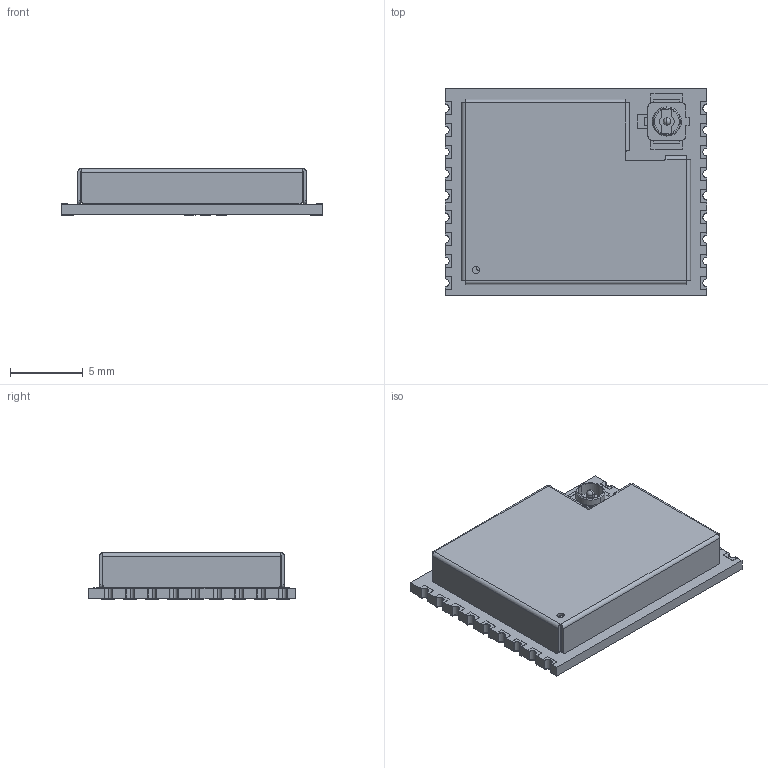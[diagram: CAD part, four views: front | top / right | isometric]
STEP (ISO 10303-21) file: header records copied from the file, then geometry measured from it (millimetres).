
FILE_DESCRIPTION (( 'STEP AP214' ), '1' );
FILE_NAME ('ESP32-C3-WROOM-02U_20210906.STEP', '2021-09-06T08:30:25', ( '' ), ( '' ), 'SwSTEP 2.0', '', '' );
FILE_SCHEMA (( 'AUTOMOTIVE_DESIGN' ));
Length unit declared in the file: millimetre
Products named in the file (184): ____ (30) ^__PCB_ESP32-C3-WROOM-02U_ZZZZ.STEP_ESP32-C3-WROOM-02U_20210906(2)_ESP32-C3-WROOM-02U_20210906.STEP; C0201_20210301^C0201_20210301_____ (24) ___PCB_ESP32-C3-WROOM-02U_ZZZZ.STEP_ESP32-C3-WROOM-02U_20210906(2)_ESP32-C3-WROOM-02U_20210906.STEP; C0201_20210301^____ (22) ___PCB_ESP32-C3-WROOM-02U_ZZZZ.STEP_ESP32-C3-WROOM-02U_20210906(2)_ESP32-C3-WROOM-02U_20210906.STEP; ____ (22) ^__PCB_ESP32-C3-WROOM-02U_ZZZZ.STEP_ESP32-C3-WROOM-02U_20210906(2)_ESP32-C3-WROOM-02U_20210906-21.STEP; R0201_20210301^R0201_20210301_____ (7) ___PCB_ESP32-C3-WROOM-02U_ZZZZ.STEP_ESP32-C3-WROOM-02U_20210906(2)_ESP32-C3-WROOM-02U_20210906.STEP; ____ (63) ^__PCB_ESP32-C3-WROOM-02U_ZZZZ.STEP_ESP32-C3-WROOM-02U_20210906(2)_ESP32-C3-WROOM-02U_20210906.STEP; R0201_20210301^____ (4) ___PCB_ESP32-C3-WROOM-02U_ZZZZ.STEP_ESP32-C3-WROOM-02U_20210906(2)_ESP32-C3-WROOM-02U_20210906.STEP; pad.STEP^PCB_ESP32-C3-WROOM-02U_ZZZZ.STEP_ESP32-C3-WROOM-02U_20210906(2)_ESP32-C3-WROOM-02U_20210906.STEP; ____ (22) ^__PCB_ESP32-C3-WROOM-02U_ZZZZ.STEP_ESP32-C3-WROOM-02U_20210906(2)_ESP32-C3-WROOM-02U_20210906.STEP; ____ (43) ^__PCB_ESP32-C3-WROOM-02U_ZZZZ.STEP_ESP32-C3-WROOM-02U_20210906(2)_ESP32-C3-WROOM-02U_20210906.STEP; C0201_20210301^C0201_20210301_____ (17) ___PCB_ESP32-C3-WROOM-02U_ZZZZ.STEP_ESP32-C3-WROOM-02U_20210906(2)_ESP32-C3-WROOM-02U_20210906.STEP; ____ (6) ^__PCB_ESP32-C3-WROOM-02U_ZZZZ.STEP_ESP32-C3-WROOM-02U_20210906(2)_ESP32-C3-WROOM-02U_20210906-5.STEP; ____ (74) ^__PCB_ESP32-C3-WROOM-02U_ZZZZ.STEP_ESP32-C3-WROOM-02U_20210906(2)_ESP32-C3-WROOM-02U_20210906.STEP; L0201_20210301^____ (12) ___PCB_ESP32-C3-WROOM-02U_ZZZZ.STEP_ESP32-C3-WROOM-02U_20210906(2)_ESP32-C3-WROOM-02U_20210906.STEP; ____ (70) ^__PCB_ESP32-C3-WROOM-02U_ZZZZ.STEP_ESP32-C3-WROOM-02U_20210906(2)_ESP32-C3-WROOM-02U_20210906.STEP; R0201_20210301^R0201_20210301_____ (5) ___PCB_ESP32-C3-WROOM-02U_ZZZZ.STEP_ESP32-C3-WROOM-02U_20210906(2)_ESP32-C3-WROOM-02U_20210906.STEP; ____ (31) ^__PCB_ESP32-C3-WROOM-02U_ZZZZ.STEP_ESP32-C3-WROOM-02U_20210906(2)_ESP32-C3-WROOM-02U_20210906.STEP; C0201_20210301^____ (19) ___PCB_ESP32-C3-WROOM-02U_ZZZZ.STEP_ESP32-C3-WROOM-02U_20210906(2)_ESP32-C3-WROOM-02U_20210906.STEP; ESP32-C3-WROOM-02U_20210906(2)^ESP32-C3-WROOM-02U_20210906.STEP; ____ (58) ^__PCB_ESP32-C3-WROOM-02U_ZZZZ.STEP_ESP32-C3-WROOM-02U_20210906(2)_ESP32-C3-WROOM-02U_20210906.STEP; ____ (5) ^__PCB_ESP32-C3-WROOM-02U_ZZZZ.STEP_ESP32-C3-WROOM-02U_20210906(2)_ESP32-C3-WROOM-02U_20210906-4.STEP; ____ (8) ^__PCB_ESP32-C3-WROOM-02U_ZZZZ.STEP_ESP32-C3-WROOM-02U_20210906(2)_ESP32-C3-WROOM-02U_20210906-7.STEP; ShieldBox_ESP32-C3-WROOM-02U_V1.1_20210629.STEP^PCB_ESP32-C3-WROOM-02U_ZZZZ.STEP_ESP32-C3-WROOM-02U_20210906(2)_ESP32-C3-WROOM-02U_20210906.STEP; ____ (47) ^__PCB_ESP32-C3-WROOM-02U_ZZZZ.STEP_ESP32-C3-WROOM-02U_20210906(2)_ESP32-C3-WROOM-02U_20210906.STEP; ESP32-C3_20210301^___PCB_ESP32-C3-WROOM-02U_ZZZZ.STEP_ESP32-C3-WROOM-02U_20210906(2)_ESP32-C3-WROOM-02U_20210906.STEP; ____ (46) ^__PCB_ESP32-C3-WROOM-02U_ZZZZ.STEP_ESP32-C3-WROOM-02U_20210906(2)_ESP32-C3-WROOM-02U_20210906.STEP; R0201_20210301^____ (6) ___PCB_ESP32-C3-WROOM-02U_ZZZZ.STEP_ESP32-C3-WROOM-02U_20210906(2)_ESP32-C3-WROOM-02U_20210906.STEP; ____ (13) ^__PCB_ESP32-C3-WROOM-02U_ZZZZ.STEP_ESP32-C3-WROOM-02U_20210906(2)_ESP32-C3-WROOM-02U_20210906-12.STEP; ____ (33) ^__PCB_ESP32-C3-WROOM-02U_ZZZZ.STEP_ESP32-C3-WROOM-02U_20210906(2)_ESP32-C3-WROOM-02U_20210906.STEP; XTAL3225_20210301^XTAL3225_20210301_____ (25) ___PCB_ESP32-C3-WROOM-02U_ZZZZ.STEP_ESP32-C3-WROOM-02U_20210906(2)_ESP32-C3-WROOM-02U_20210906.STEP; ____ (2) ^__PCB_ESP32-C3-WROOM-02U_ZZZZ.STEP_ESP32-C3-WROOM-02U_20210906(2)_ESP32-C3-WROOM-02U_20210906.STEP; R0201_20210301^____ (5) ___PCB_ESP32-C3-WROOM-02U_ZZZZ.STEP_ESP32-C3-WROOM-02U_20210906(2)_ESP32-C3-WROOM-02U_20210906.STEP; ____ (34) ^__PCB_ESP32-C3-WROOM-02U_ZZZZ.STEP_ESP32-C3-WROOM-02U_20210906(2)_ESP32-C3-WROOM-02U_20210906.STEP; ____ (17) ^__PCB_ESP32-C3-WROOM-02U_ZZZZ.STEP_ESP32-C3-WROOM-02U_20210906(2)_ESP32-C3-WROOM-02U_20210906.STEP; ____ (26) ^__PCB_ESP32-C3-WROOM-02U_ZZZZ.STEP_ESP32-C3-WROOM-02U_20210906(2)_ESP32-C3-WROOM-02U_20210906.STEP; ____ (93) ^__PCB_ESP32-C3-WROOM-02U_ZZZZ.STEP_ESP32-C3-WROOM-02U_20210906(2)_ESP32-C3-WROOM-02U_20210906.STEP; ____ (78) ^__PCB_ESP32-C3-WROOM-02U_ZZZZ.STEP_ESP32-C3-WROOM-02U_20210906(2)_ESP32-C3-WROOM-02U_20210906.STEP; ____ (48) ^__PCB_ESP32-C3-WROOM-02U_ZZZZ.STEP_ESP32-C3-WROOM-02U_20210906(2)_ESP32-C3-WROOM-02U_20210906.STEP; DFN1006^____ (2) ___PCB_ESP32-C3-WROOM-02U_ZZZZ.STEP_ESP32-C3-WROOM-02U_20210906(2)_ESP32-C3-WROOM-02U_20210906.STEP; XTAL3225_20210301^____ (25) ___PCB_ESP32-C3-WROOM-02U_ZZZZ.STEP_ESP32-C3-WROOM-02U_20210906(2)_ESP32-C3-WROOM-02U_20210906.STEP ...
Assembly tree (200 placements, depth 9):
  ESP32-C3-WROOM-02U_20210906
    ESP32-C3-WROOM-02U_20210906.STEP
      ESP32-C3-WROOM-02U_20210906(2)^ESP32-C3-WROOM-02U_20210906.STEP
        PCB_ESP32-C3-WROOM-02U_ZZZZ.STEP^ESP32-C3-WROOM-02U_20210906(2)_ESP32-C3-WROOM-02U_20210906.STEP
          ^PCB_ESP32-C3-WROOM-02U_ZZZZ.STEP_ESP32-C3-WROOM-02U_20210906(2)_ESP32-C3-WROOM-02U_20210906.STEP
            ^_PCB_ESP32-C3-WROOM-02U_ZZZZ.STEP_ESP32-C3-WROOM-02U_20210906(2)_ESP32-C3-WROOM-02U_20210906.STEP
              ^__PCB_ESP32-C3-WROOM-02U_ZZZZ.STEP_ESP32-C3-WROOM-02U_20210906(2)_ESP32-C3-WROOM-02U_20210906.STEP
                ESP32-C3_20210301^___PCB_ESP32-C3-WROOM-02U_ZZZZ.STEP_ESP32-C3-WROOM-02U_20210906(2)_ESP32-C3-WROOM-02U_20210906.STEP
                  ESP32-C3_20210301^ESP32-C3_20210301____PCB_ESP32-C3-WROOM-02U_ZZZZ.STEP_ESP32-C3-WROOM-02U_20210906(2)_ESP32-C3-WROOM-02U_20210906.STEP
              ____ (2) ^__PCB_ESP32-C3-WROOM-02U_ZZZZ.STEP_ESP32-C3-WROOM-02U_20210906(2)_ESP32-C3-WROOM-02U_20210906.STEP
                DFN1006^____ (2) ___PCB_ESP32-C3-WROOM-02U_ZZZZ.STEP_ESP32-C3-WROOM-02U_20210906(2)_ESP32-C3-WROOM-02U_20210906.STEP
                  DFN1006^DFN1006_____ (2) ___PCB_ESP32-C3-WROOM-02U_ZZZZ.STEP_ESP32-C3-WROOM-02U_20210906(2)_ESP32-C3-WROOM-02U_20210906.STEP
              ____ (3) ^__PCB_ESP32-C3-WROOM-02U_ZZZZ.STEP_ESP32-C3-WROOM-02U_20210906(2)_ESP32-C3-WROOM-02U_20210906.STEP
                R0201_20210301^____ (3) ___PCB_ESP32-C3-WROOM-02U_ZZZZ.STEP_ESP32-C3-WROOM-02U_20210906(2)_ESP32-C3-WROOM-02U_20210906.STEP
                  R0201_20210301^R0201_20210301_____ (3) ___PCB_ESP32-C3-WROOM-02U_ZZZZ.STEP_ESP32-C3-WROOM-02U_20210906(2)_ESP32-C3-WROOM-02U_20210906.STEP
              ____ (4) ^__PCB_ESP32-C3-WROOM-02U_ZZZZ.STEP_ESP32-C3-WROOM-02U_20210906(2)_ESP32-C3-WROOM-02U_20210906.STEP
                R0201_20210301^____ (4) ___PCB_ESP32-C3-WROOM-02U_ZZZZ.STEP_ESP32-C3-WROOM-02U_20210906(2)_ESP32-C3-WROOM-02U_20210906.STEP
                  R0201_20210301^R0201_20210301_____ (4) ___PCB_ESP32-C3-WROOM-02U_ZZZZ.STEP_ESP32-C3-WROOM-02U_20210906(2)_ESP32-C3-WROOM-02U_20210906.STEP
              ____ (5) ^__PCB_ESP32-C3-WROOM-02U_ZZZZ.STEP_ESP32-C3-WROOM-02U_20210906(2)_ESP32-C3-WROOM-02U_20210906.STEP
                R0201_20210301^____ (5) ___PCB_ESP32-C3-WROOM-02U_ZZZZ.STEP_ESP32-C3-WROOM-02U_20210906(2)_ESP32-C3-WROOM-02U_20210906.STEP
                  R0201_20210301^R0201_20210301_____ (5) ___PCB_ESP32-C3-WROOM-02U_ZZZZ.STEP_ESP32-C3-WROOM-02U_20210906(2)_ESP32-C3-WROOM-02U_20210906.STEP
              ____ (6) ^__PCB_ESP32-C3-WROOM-02U_ZZZZ.STEP_ESP32-C3-WROOM-02U_20210906(2)_ESP32-C3-WROOM-02U_20210906.STEP
                R0201_20210301^____ (6) ___PCB_ESP32-C3-WROOM-02U_ZZZZ.STEP_ESP32-C3-WROOM-02U_20210906(2)_ESP32-C3-WROOM-02U_20210906.STEP
                  R0201_20210301^R0201_20210301_____ (6) ___PCB_ESP32-C3-WROOM-02U_ZZZZ.STEP_ESP32-C3-WROOM-02U_20210906(2)_ESP32-C3-WROOM-02U_20210906.STEP
              ____ (7) ^__PCB_ESP32-C3-WROOM-02U_ZZZZ.STEP_ESP32-C3-WROOM-02U_20210906(2)_ESP32-C3-WROOM-02U_20210906.STEP
                R0201_20210301^____ (7) ___PCB_ESP32-C3-WROOM-02U_ZZZZ.STEP_ESP32-C3-WROOM-02U_20210906(2)_ESP32-C3-WROOM-02U_20210906.STEP
                  R0201_20210301^R0201_20210301_____ (7) ___PCB_ESP32-C3-WROOM-02U_ZZZZ.STEP_ESP32-C3-WROOM-02U_20210906(2)_ESP32-C3-WROOM-02U_20210906.STEP
              ____ (8) ^__PCB_ESP32-C3-WROOM-02U_ZZZZ.STEP_ESP32-C3-WROOM-02U_20210906(2)_ESP32-C3-WROOM-02U_20210906.STEP
                R0201_20210301^____ (8) ___PCB_ESP32-C3-WROOM-02U_ZZZZ.STEP_ESP32-C3-WROOM-02U_20210906(2)_ESP32-C3-WROOM-02U_20210906.STEP
                  R0201_20210301^R0201_20210301_____ (8) ___PCB_ESP32-C3-WROOM-02U_ZZZZ.STEP_ESP32-C3-WROOM-02U_20210906(2)_ESP32-C3-WROOM-02U_20210906.STEP
              ____ (9) ^__PCB_ESP32-C3-WROOM-02U_ZZZZ.STEP_ESP32-C3-WROOM-02U_20210906(2)_ESP32-C3-WROOM-02U_20210906.STEP
                R0201_20210301^____ (9) ___PCB_ESP32-C3-WROOM-02U_ZZZZ.STEP_ESP32-C3-WROOM-02U_20210906(2)_ESP32-C3-WROOM-02U_20210906.STEP
                  R0201_20210301^R0201_20210301_____ (9) ___PCB_ESP32-C3-WROOM-02U_ZZZZ.STEP_ESP32-C3-WROOM-02U_20210906(2)_ESP32-C3-WROOM-02U_20210906.STEP
              ____ (10) ^__PCB_ESP32-C3-WROOM-02U_ZZZZ.STEP_ESP32-C3-WROOM-02U_20210906(2)_ESP32-C3-WROOM-02U_20210906.STEP
                R0201_20210301^____ (10) ___PCB_ESP32-C3-WROOM-02U_ZZZZ.STEP_ESP32-C3-WROOM-02U_20210906(2)_ESP32-C3-WROOM-02U_20210906.STEP
                  R0201_20210301^R0201_20210301_____ (10) ___PCB_ESP32-C3-WROOM-02U_ZZZZ.STEP_ESP32-C3-WROOM-02U_20210906(2)_ESP32-C3-WROOM-02U_20210906.STEP
              ____ (11) ^__PCB_ESP32-C3-WROOM-02U_ZZZZ.STEP_ESP32-C3-WROOM-02U_20210906(2)_ESP32-C3-WROOM-02U_20210906.STEP
                L0201_20210301^____ (11) ___PCB_ESP32-C3-WROOM-02U_ZZZZ.STEP_ESP32-C3-WROOM-02U_20210906(2)_ESP32-C3-WROOM-02U_20210906.STEP
                  L0201_20210301^L0201_20210301_____ (11) ___PCB_ESP32-C3-WROOM-02U_ZZZZ.STEP_ESP32-C3-WROOM-02U_20210906(2)_ESP32-C3-WROOM-02U_20210906.STEP
              ____ (12) ^__PCB_ESP32-C3-WROOM-02U_ZZZZ.STEP_ESP32-C3-WROOM-02U_20210906(2)_ESP32-C3-WROOM-02U_20210906.STEP
                L0201_20210301^____ (12) ___PCB_ESP32-C3-WROOM-02U_ZZZZ.STEP_ESP32-C3-WROOM-02U_20210906(2)_ESP32-C3-WROOM-02U_20210906.STEP
                  L0201_20210301^L0201_20210301_____ (12) ___PCB_ESP32-C3-WROOM-02U_ZZZZ.STEP_ESP32-C3-WROOM-02U_20210906(2)_ESP32-C3-WROOM-02U_20210906.STEP
              ____ (13) ^__PCB_ESP32-C3-WROOM-02U_ZZZZ.STEP_ESP32-C3-WROOM-02U_20210906(2)_ESP32-C3-WROOM-02U_20210906.STEP
                C0402_20210301^____ (13) ___PCB_ESP32-C3-WROOM-02U_ZZZZ.STEP_ESP32-C3-WROOM-02U_20210906(2)_ESP32-C3-WROOM-02U_20210906.STEP
                  C0402_20210301^C0402_20210301_____ (13) ___PCB_ESP32-C3-WROOM-02U_ZZZZ.STEP_ESP32-C3-WROOM-02U_20210906(2)_ESP32-C3-WROOM-02U_20210906.STEP
              ____ (14) ^__PCB_ESP32-C3-WROOM-02U_ZZZZ.STEP_ESP32-C3-WROOM-02U_20210906(2)_ESP32-C3-WROOM-02U_20210906.STEP
                C0201_20210301^____ (14) ___PCB_ESP32-C3-WROOM-02U_ZZZZ.STEP_ESP32-C3-WROOM-02U_20210906(2)_ESP32-C3-WROOM-02U_20210906.STEP
                  C0201_20210301^C0201_20210301_____ (14) ___PCB_ESP32-C3-WROOM-02U_ZZZZ.STEP_ESP32-C3-WROOM-02U_20210906(2)_ESP32-C3-WROOM-02U_20210906.STEP
              ____ (15) ^__PCB_ESP32-C3-WROOM-02U_ZZZZ.STEP_ESP32-C3-WROOM-02U_20210906(2)_ESP32-C3-WROOM-02U_20210906.STEP
                C0201_20210301^____ (15) ___PCB_ESP32-C3-WROOM-02U_ZZZZ.STEP_ESP32-C3-WROOM-02U_20210906(2)_ESP32-C3-WROOM-02U_20210906.STEP
                  C0201_20210301^C0201_20210301_____ (15) ___PCB_ESP32-C3-WROOM-02U_ZZZZ.STEP_ESP32-C3-WROOM-02U_20210906(2)_ESP32-C3-WROOM-02U_20210906.STEP
              ____ (16) ^__PCB_ESP32-C3-WROOM-02U_ZZZZ.STEP_ESP32-C3-WROOM-02U_20210906(2)_ESP32-C3-WROOM-02U_20210906.STEP
                C0201_20210301^____ (16) ___PCB_ESP32-C3-WROOM-02U_ZZZZ.STEP_ESP32-C3-WROOM-02U_20210906(2)_ESP32-C3-WROOM-02U_20210906.STEP
                  C0201_20210301^C0201_20210301_____ (16) ___PCB_ESP32-C3-WROOM-02U_ZZZZ.STEP_ESP32-C3-WROOM-02U_20210906(2)_ESP32-C3-WROOM-02U_20210906.STEP
              ____ (17) ^__PCB_ESP32-C3-WROOM-02U_ZZZZ.STEP_ESP32-C3-WROOM-02U_20210906(2)_ESP32-C3-WROOM-02U_20210906.STEP
                C0201_20210301^____ (17) ___PCB_ESP32-C3-WROOM-02U_ZZZZ.STEP_ESP32-C3-WROOM-02U_20210906(2)_ESP32-C3-WROOM-02U_20210906.STEP
                  C0201_20210301^C0201_20210301_____ (17) ___PCB_ESP32-C3-WROOM-02U_ZZZZ.STEP_ESP32-C3-WROOM-02U_20210906(2)_ESP32-C3-WROOM-02U_20210906.STEP
              ____ (18) ^__PCB_ESP32-C3-WROOM-02U_ZZZZ.STEP_ESP32-C3-WROOM-02U_20210906(2)_ESP32-C3-WROOM-02U_20210906.STEP
                C0201_20210301^____ (18) ___PCB_ESP32-C3-WROOM-02U_ZZZZ.STEP_ESP32-C3-WROOM-02U_20210906(2)_ESP32-C3-WROOM-02U_20210906.STEP
                  C0201_20210301^C0201_20210301_____ (18) ___PCB_ESP32-C3-WROOM-02U_ZZZZ.STEP_ESP32-C3-WROOM-02U_20210906(2)_ESP32-C3-WROOM-02U_20210906.STEP
Bounding box: 18 x 14.3 x 3.2 mm (x, y, z)
Volume: 319.2 mm3; surface area: 1607.3 mm2
Topology: 180 solids, 181 shells, 2739 faces, 6608 edges, 4173 vertices
Faces by surface type: plane 1898, cylinder 663, sphere 114, bspline 54, cone 6, torus 4
Entity records: 83129 total; most frequent: CARTESIAN_POINT 16398, DIRECTION 12382, ORIENTED_EDGE 11760, EDGE_CURVE 5880, LINE 4496, VECTOR 4496, AXIS2_PLACEMENT_3D 3943, VERTEX_POINT 3791
